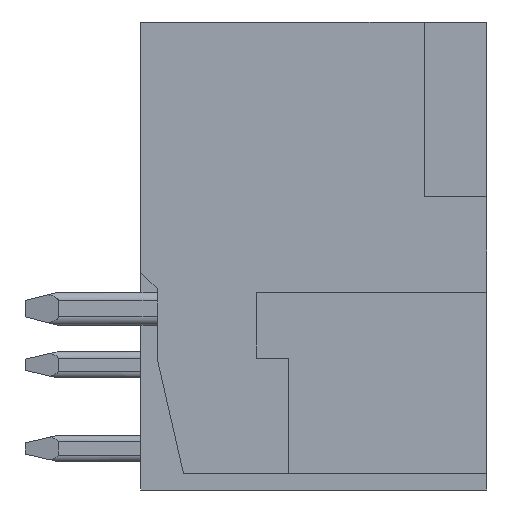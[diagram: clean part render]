
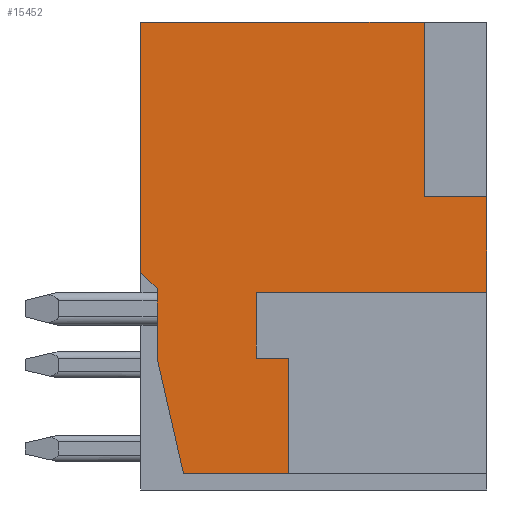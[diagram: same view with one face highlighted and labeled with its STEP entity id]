
A CAD part, front view. The second image highlights one B-rep face of the part: STEP entity #15452.
In plain terms, the highlighted planar face has unit normal (0, -1, 0).
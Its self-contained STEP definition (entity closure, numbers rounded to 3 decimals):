
#117=DIRECTION('',(1.,0.,0.));
#118=VECTOR('',#117,7.);
#119=CARTESIAN_POINT('',(-1.75,-30.45,-1.1));
#120=LINE('',#119,#118);
#578=DIRECTION('',(0.223,0.,-0.975));
#579=VECTOR('',#578,3.59);
#580=CARTESIAN_POINT('',(-4.75,-30.45,-3.1));
#581=LINE('',#580,#579);
#582=DIRECTION('',(0.,0.,1.));
#583=VECTOR('',#582,2.1);
#584=CARTESIAN_POINT('',(-4.75,-30.45,-3.1));
#585=LINE('',#584,#583);
#586=DIRECTION('',(0.707,0.,-0.707));
#587=VECTOR('',#586,0.707);
#588=CARTESIAN_POINT('',(-5.25,-30.45,-0.5));
#589=LINE('',#588,#587);
#590=DIRECTION('',(0.,0.,-1.));
#591=VECTOR('',#590,7.6);
#592=CARTESIAN_POINT('',(-5.25,-30.45,7.1));
#593=LINE('',#592,#591);
#594=DIRECTION('',(-1.,0.,0.));
#595=VECTOR('',#594,8.6);
#596=CARTESIAN_POINT('',(3.35,-30.45,7.1));
#597=LINE('',#596,#595);
#598=DIRECTION('',(0.,0.,-1.));
#599=VECTOR('',#598,5.3);
#600=CARTESIAN_POINT('',(3.35,-30.45,7.1));
#601=LINE('',#600,#599);
#602=DIRECTION('',(-1.,0.,0.));
#603=VECTOR('',#602,1.9);
#604=CARTESIAN_POINT('',(5.25,-30.45,1.8));
#605=LINE('',#604,#603);
#606=DIRECTION('',(0.,0.,1.));
#607=VECTOR('',#606,2.9);
#608=CARTESIAN_POINT('',(5.25,-30.45,-1.1));
#609=LINE('',#608,#607);
#610=DIRECTION('',(0.,0.,-1.));
#611=VECTOR('',#610,2.);
#612=CARTESIAN_POINT('',(-1.75,-30.45,-1.1));
#613=LINE('',#612,#611);
#614=DIRECTION('',(1.,0.,0.));
#615=VECTOR('',#614,1.);
#616=CARTESIAN_POINT('',(-1.75,-30.45,-3.1));
#617=LINE('',#616,#615);
#618=DIRECTION('',(0.,0.,1.));
#619=VECTOR('',#618,3.5);
#620=CARTESIAN_POINT('',(-0.75,-30.45,-6.6));
#621=LINE('',#620,#619);
#622=DIRECTION('',(1.,0.,0.));
#623=VECTOR('',#622,3.2);
#624=CARTESIAN_POINT('',(-3.95,-30.45,-6.6));
#625=LINE('',#624,#623);
#11743=CARTESIAN_POINT('',(-5.25,-30.45,7.1));
#11745=VERTEX_POINT('',#11743);
#11773=CARTESIAN_POINT('',(3.35,-30.45,7.1));
#11774=VERTEX_POINT('',#11773);
#11775=CARTESIAN_POINT('',(5.25,-30.45,1.8));
#11777=VERTEX_POINT('',#11775);
#11785=CARTESIAN_POINT('',(3.35,-30.45,1.8));
#11786=VERTEX_POINT('',#11785);
#11825=CARTESIAN_POINT('',(5.25,-30.45,-1.1));
#11826=VERTEX_POINT('',#11825);
#11831=CARTESIAN_POINT('',(-1.75,-30.45,-3.1));
#11832=CARTESIAN_POINT('',(-0.75,-30.45,-3.1));
#11833=VERTEX_POINT('',#11831);
#11834=VERTEX_POINT('',#11832);
#11837=CARTESIAN_POINT('',(-0.75,-30.45,-6.6));
#11838=VERTEX_POINT('',#11837);
#11839=CARTESIAN_POINT('',(-1.75,-30.45,-1.1));
#11840=VERTEX_POINT('',#11839);
#11843=CARTESIAN_POINT('',(-5.25,-30.45,-0.5));
#11844=CARTESIAN_POINT('',(-4.75,-30.45,-1.));
#11845=VERTEX_POINT('',#11843);
#11846=VERTEX_POINT('',#11844);
#11859=CARTESIAN_POINT('',(-4.75,-30.45,-3.1));
#11860=CARTESIAN_POINT('',(-3.95,-30.45,-6.6));
#11861=VERTEX_POINT('',#11859);
#11862=VERTEX_POINT('',#11860);
#15424=CARTESIAN_POINT('',(0.,-30.45,0.));
#15425=DIRECTION('',(0.,-1.,0.));
#15426=DIRECTION('',(1.,0.,0.));
#15427=AXIS2_PLACEMENT_3D('',#15424,#15425,#15426);
#15428=PLANE('',#15427);
#15429=ORIENTED_EDGE('',*,*,#15415,.F.);
#15430=ORIENTED_EDGE('',*,*,#15355,.T.);
#15432=ORIENTED_EDGE('',*,*,#15431,.F.);
#15434=ORIENTED_EDGE('',*,*,#15433,.F.);
#15436=ORIENTED_EDGE('',*,*,#15435,.F.);
#15438=ORIENTED_EDGE('',*,*,#15437,.T.);
#15440=ORIENTED_EDGE('',*,*,#15439,.F.);
#15442=ORIENTED_EDGE('',*,*,#15441,.F.);
#15443=ORIENTED_EDGE('',*,*,#14856,.F.);
#15444=ORIENTED_EDGE('',*,*,#14914,.T.);
#15446=ORIENTED_EDGE('',*,*,#15445,.T.);
#15448=ORIENTED_EDGE('',*,*,#15447,.F.);
#15449=ORIENTED_EDGE('',*,*,#15037,.F.);
#15450=EDGE_LOOP('',(#15429,#15430,#15432,#15434,#15436,#15438,#15440,#15442,
#15443,#15444,#15446,#15448,#15449));
#15451=FACE_OUTER_BOUND('',#15450,.F.);
#15452=ADVANCED_FACE('',(#15451),#15428,.T.);
#14856=EDGE_CURVE('',#11840,#11826,#120,.T.);
#14914=EDGE_CURVE('',#11840,#11833,#613,.T.);
#15037=EDGE_CURVE('',#11862,#11838,#625,.T.);
#15355=EDGE_CURVE('',#11861,#11846,#585,.T.);
#15415=EDGE_CURVE('',#11861,#11862,#581,.T.);
#15431=EDGE_CURVE('',#11845,#11846,#589,.T.);
#15433=EDGE_CURVE('',#11745,#11845,#593,.T.);
#15435=EDGE_CURVE('',#11774,#11745,#597,.T.);
#15437=EDGE_CURVE('',#11774,#11786,#601,.T.);
#15439=EDGE_CURVE('',#11777,#11786,#605,.T.);
#15441=EDGE_CURVE('',#11826,#11777,#609,.T.);
#15445=EDGE_CURVE('',#11833,#11834,#617,.T.);
#15447=EDGE_CURVE('',#11838,#11834,#621,.T.);
